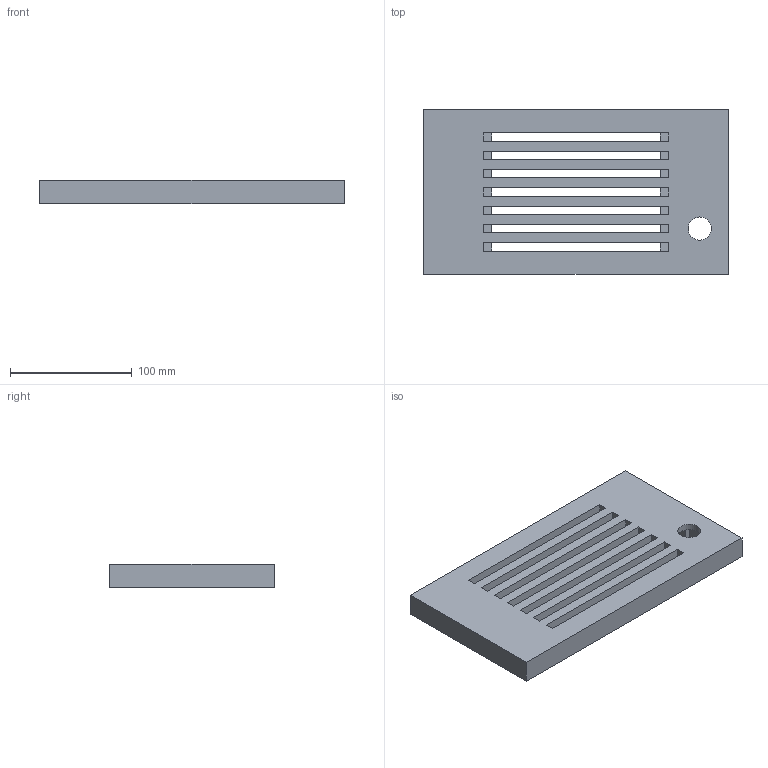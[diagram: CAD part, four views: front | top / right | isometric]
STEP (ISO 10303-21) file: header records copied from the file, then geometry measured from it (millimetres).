
FILE_DESCRIPTION(/* description */ (''),/* implementation_level */ '2;1');
FILE_NAME(/* name */ 'socket.step',/* time_stamp */ '2016-06-08T20:09:24+02:00',/* author */ (''),/* organization */ (''),/* preprocessor_version */ 'ST-DEVELOPER v16.5',/* originating_system */ 'Autodesk Translation Framework v5.0.0.3310',/* authorisation */ '');
FILE_SCHEMA (('AUTOMOTIVE_DESIGN { 1 0 10303 214 3 1 1 }'));
Length unit declared in the file: centimetre
Products named in the file (2): socket v23; Component1
Assembly tree (1 placements, depth 2):
  socket v23
    Component1
Bounding box: 250 x 135 x 19 mm (x, y, z)
Volume: 345090.2 mm3; surface area: 106655.1 mm2
Topology: 1 solids, 1 shells, 92 faces, 270 edges, 180 vertices
Faces by surface type: plane 89, cylinder 3
Full cylindrical faces by diameter (mm): 19 x1
Entity records: 3079 total; most frequent: CARTESIAN_POINT 544, ORIENTED_EDGE 538, DIRECTION 467, EDGE_CURVE 269, LINE 261, VECTOR 261, VERTEX_POINT 180, EDGE_LOOP 109
